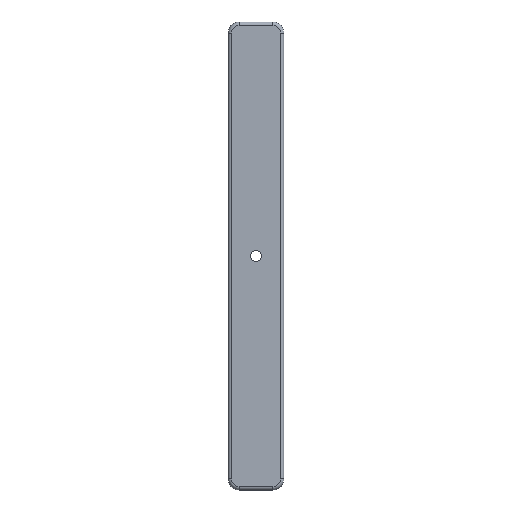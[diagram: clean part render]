
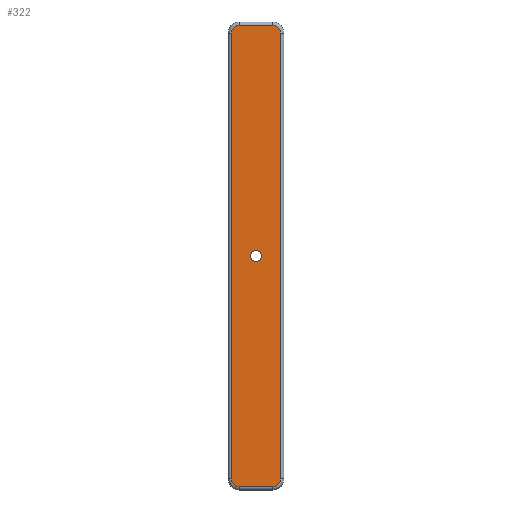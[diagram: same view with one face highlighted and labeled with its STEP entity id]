
A CAD part, top view. The second image highlights one B-rep face of the part: STEP entity #322.
In plain terms, the highlighted planar face has unit normal (0, 0, 1).
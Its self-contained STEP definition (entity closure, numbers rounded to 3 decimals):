
#15=FACE_BOUND('',#71,.T.);
#19=PLANE('',#377);
#50=FACE_OUTER_BOUND('',#70,.T.);
#70=EDGE_LOOP('',(#273,#274,#275,#276,#277,#278,#279,#280));
#71=EDGE_LOOP('',(#281));
#81=LINE('',#514,#103);
#82=LINE('',#525,#104);
#84=LINE('',#537,#106);
#86=LINE('',#549,#108);
#103=VECTOR('',#406,10.);
#104=VECTOR('',#419,10.);
#106=VECTOR('',#433,10.);
#108=VECTOR('',#447,10.);
#124=CIRCLE('',#346,5.);
#128=CIRCLE('',#352,7.);
#132=CIRCLE('',#358,7.);
#136=CIRCLE('',#364,7.);
#139=CIRCLE('',#369,7.);
#147=VERTEX_POINT('',#503);
#148=VERTEX_POINT('',#507);
#151=VERTEX_POINT('',#512);
#153=VERTEX_POINT('',#517);
#155=VERTEX_POINT('',#523);
#157=VERTEX_POINT('',#529);
#159=VERTEX_POINT('',#535);
#161=VERTEX_POINT('',#541);
#163=VERTEX_POINT('',#547);
#176=EDGE_CURVE('',#147,#147,#124,.T.);
#180=EDGE_CURVE('',#151,#148,#81,.T.);
#182=EDGE_CURVE('',#153,#151,#128,.T.);
#185=EDGE_CURVE('',#155,#153,#82,.T.);
#188=EDGE_CURVE('',#157,#155,#132,.T.);
#191=EDGE_CURVE('',#159,#157,#84,.T.);
#194=EDGE_CURVE('',#161,#159,#136,.T.);
#197=EDGE_CURVE('',#163,#161,#86,.T.);
#199=EDGE_CURVE('',#148,#163,#139,.T.);
#273=ORIENTED_EDGE('',*,*,#180,.F.);
#274=ORIENTED_EDGE('',*,*,#182,.F.);
#275=ORIENTED_EDGE('',*,*,#185,.F.);
#276=ORIENTED_EDGE('',*,*,#188,.F.);
#277=ORIENTED_EDGE('',*,*,#191,.F.);
#278=ORIENTED_EDGE('',*,*,#194,.F.);
#279=ORIENTED_EDGE('',*,*,#197,.F.);
#280=ORIENTED_EDGE('',*,*,#199,.F.);
#281=ORIENTED_EDGE('',*,*,#176,.T.);
#322=ADVANCED_FACE('',(#50,#15),#19,.F.);
#346=AXIS2_PLACEMENT_3D('',#505,#397,#398);
#352=AXIS2_PLACEMENT_3D('',#519,#411,#412);
#358=AXIS2_PLACEMENT_3D('',#531,#425,#426);
#364=AXIS2_PLACEMENT_3D('',#543,#439,#440);
#369=AXIS2_PLACEMENT_3D('',#552,#451,#452);
#377=AXIS2_PLACEMENT_3D('',#572,#474,#475);
#397=DIRECTION('center_axis',(0.,0.,-1.));
#398=DIRECTION('ref_axis',(-1.,0.,0.));
#406=DIRECTION('',(1.,0.,0.));
#411=DIRECTION('center_axis',(0.,0.,-1.));
#412=DIRECTION('ref_axis',(-0.707,0.707,0.));
#419=DIRECTION('',(0.,1.,0.));
#425=DIRECTION('center_axis',(0.,0.,-1.));
#426=DIRECTION('ref_axis',(-0.707,-0.707,0.));
#433=DIRECTION('',(-1.,0.,0.));
#439=DIRECTION('center_axis',(0.,0.,-1.));
#440=DIRECTION('ref_axis',(0.707,-0.707,0.));
#447=DIRECTION('',(0.,-1.,0.));
#451=DIRECTION('center_axis',(0.,0.,-1.));
#452=DIRECTION('ref_axis',(0.707,0.707,0.));
#474=DIRECTION('center_axis',(0.,0.,-1.));
#475=DIRECTION('ref_axis',(1.,0.,0.));
#503=CARTESIAN_POINT('',(35.,50.5,-29.));
#505=CARTESIAN_POINT('Origin',(30.,50.5,-29.));
#507=CARTESIAN_POINT('',(45.,257.5,-29.));
#512=CARTESIAN_POINT('',(15.,257.5,-29.));
#514=CARTESIAN_POINT('',(17.5,257.5,-29.));
#517=CARTESIAN_POINT('',(8.,250.5,-29.));
#519=CARTESIAN_POINT('Origin',(15.,250.5,-29.));
#523=CARTESIAN_POINT('',(8.,-149.5,-29.));
#525=CARTESIAN_POINT('',(8.,-54.5,-29.));
#529=CARTESIAN_POINT('',(15.,-156.5,-29.));
#531=CARTESIAN_POINT('Origin',(15.,-149.5,-29.));
#535=CARTESIAN_POINT('',(45.,-156.5,-29.));
#537=CARTESIAN_POINT('',(42.5,-156.5,-29.));
#541=CARTESIAN_POINT('',(52.,-149.5,-29.));
#543=CARTESIAN_POINT('Origin',(45.,-149.5,-29.));
#547=CARTESIAN_POINT('',(52.,250.5,-29.));
#549=CARTESIAN_POINT('',(52.,155.5,-29.));
#552=CARTESIAN_POINT('Origin',(45.,250.5,-29.));
#572=CARTESIAN_POINT('Origin',(30.,50.5,-29.));
